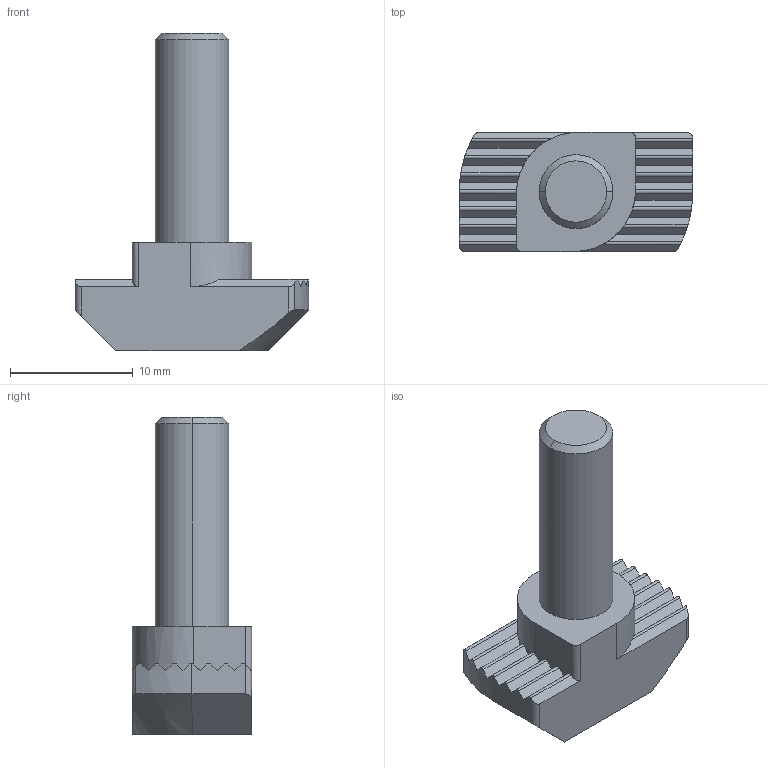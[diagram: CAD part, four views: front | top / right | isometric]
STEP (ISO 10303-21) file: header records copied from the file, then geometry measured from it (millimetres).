
FILE_DESCRIPTION (( 'STEP AP214' ), '1' );
FILE_NAME ('096hk1030m0620.STEP', '2014-08-18T13:45:17', ( '' ), ( '' ), 'SwSTEP 2.0', 'SolidWorks 2014', '' );
FILE_SCHEMA (( 'AUTOMOTIVE_DESIGN' ));
Length unit declared in the file: millimetre
Products named in the file (1): 096hk1030m0620
Bounding box: 19 x 9.7 x 25.81 mm (x, y, z)
Volume: 1620.4 mm3; surface area: 1076.8 mm2
Topology: 1 solids, 1 shells, 83 faces, 228 edges, 147 vertices
Faces by surface type: plane 51, cylinder 26, cone 6
Entity records: 2677 total; most frequent: CARTESIAN_POINT 668, ORIENTED_EDGE 452, DIRECTION 370, EDGE_CURVE 226, VERTEX_POINT 147, VECTOR 132, LINE 132, AXIS2_PLACEMENT_3D 119
